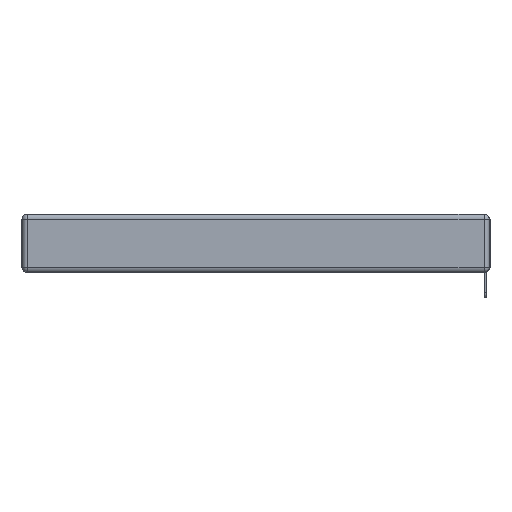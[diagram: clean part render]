
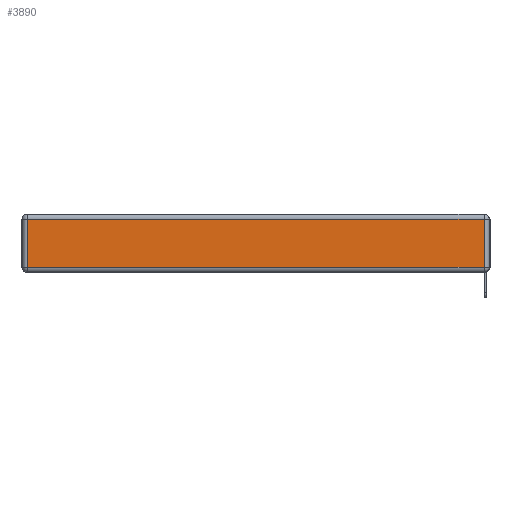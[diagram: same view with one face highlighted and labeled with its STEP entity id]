
A CAD part, left-side view. The second image highlights one B-rep face of the part: STEP entity #3890.
In plain terms, the highlighted planar face has unit normal (-1, 0, 0).
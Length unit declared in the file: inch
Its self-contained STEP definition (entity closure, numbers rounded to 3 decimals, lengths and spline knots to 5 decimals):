
#147 = CARTESIAN_POINT ( 'NONE',  ( 0., 2.72, -0.03 ) ) ;
#1867 = DIRECTION ( 'NONE',  ( 0., 0., 1. ) ) ;
#2340 = VECTOR ( 'NONE', #2793, 39.37008 ) ;
#2793 = DIRECTION ( 'NONE',  ( 0., -1., 0. ) ) ;
#3342 = VECTOR ( 'NONE', #12110, 39.37008 ) ;
#3358 = VECTOR ( 'NONE', #5280, 39.37008 ) ;
#3643 = ORIENTED_EDGE ( 'NONE', *, *, #13446, .T. ) ;
#3890 = ADVANCED_FACE ( 'NONE', ( #13386 ), #6537, .T. ) ;
#4335 = VERTEX_POINT ( 'NONE', #6184 ) ;
#5017 = ORIENTED_EDGE ( 'NONE', *, *, #12416, .T. ) ;
#5280 = DIRECTION ( 'NONE',  ( 0., 1., 0. ) ) ;
#5371 = VERTEX_POINT ( 'NONE', #9319 ) ;
#6050 = CARTESIAN_POINT ( 'NONE',  ( 0., 0., -0.313 ) ) ;
#6184 = CARTESIAN_POINT ( 'NONE',  ( 0., 0.03, -0.03 ) ) ;
#6317 = CARTESIAN_POINT ( 'NONE',  ( 0., 2.72, -0.343 ) ) ;
#6537 = PLANE ( 'NONE',  #16937 ) ;
#6755 = CARTESIAN_POINT ( 'NONE',  ( 0., 2.75, -0.03 ) ) ;
#7650 = CARTESIAN_POINT ( 'NONE',  ( 0., 0.03, -0.343 ) ) ;
#7850 = DIRECTION ( 'NONE',  ( 0., 0., -1. ) ) ;
#9095 = ORIENTED_EDGE ( 'NONE', *, *, #19389, .T. ) ;
#9173 = EDGE_CURVE ( 'NONE', #15754, #5371, #18430, .T. ) ;
#9319 = CARTESIAN_POINT ( 'NONE',  ( 0., 0.03, -0.313 ) ) ;
#9782 = VERTEX_POINT ( 'NONE', #147 ) ;
#10249 = VECTOR ( 'NONE', #7850, 39.37008 ) ;
#11230 = LINE ( 'NONE', #6317, #10249 ) ;
#11392 = ORIENTED_EDGE ( 'NONE', *, *, #9173, .T. ) ;
#12110 = DIRECTION ( 'NONE',  ( 0., 0., 1. ) ) ;
#12416 = EDGE_CURVE ( 'NONE', #5371, #4335, #18944, .T. ) ;
#13386 = FACE_OUTER_BOUND ( 'NONE', #15638, .T. ) ;
#13446 = EDGE_CURVE ( 'NONE', #9782, #15754, #11230, .T. ) ;
#15096 = CARTESIAN_POINT ( 'NONE',  ( 0., 2.72, -0.313 ) ) ;
#15638 = EDGE_LOOP ( 'NONE', ( #11392, #5017, #9095, #3643 ) ) ;
#15754 = VERTEX_POINT ( 'NONE', #15096 ) ;
#16937 = AXIS2_PLACEMENT_3D ( 'NONE', #18576, #18837, #1867 ) ;
#17023 = LINE ( 'NONE', #6755, #3358 ) ;
#18430 = LINE ( 'NONE', #6050, #2340 ) ;
#18576 = CARTESIAN_POINT ( 'NONE',  ( 0., 0., -0.343 ) ) ;
#18837 = DIRECTION ( 'NONE',  ( -1., 0., 0. ) ) ;
#18944 = LINE ( 'NONE', #7650, #3342 ) ;
#19389 = EDGE_CURVE ( 'NONE', #4335, #9782, #17023, .T. ) ;
